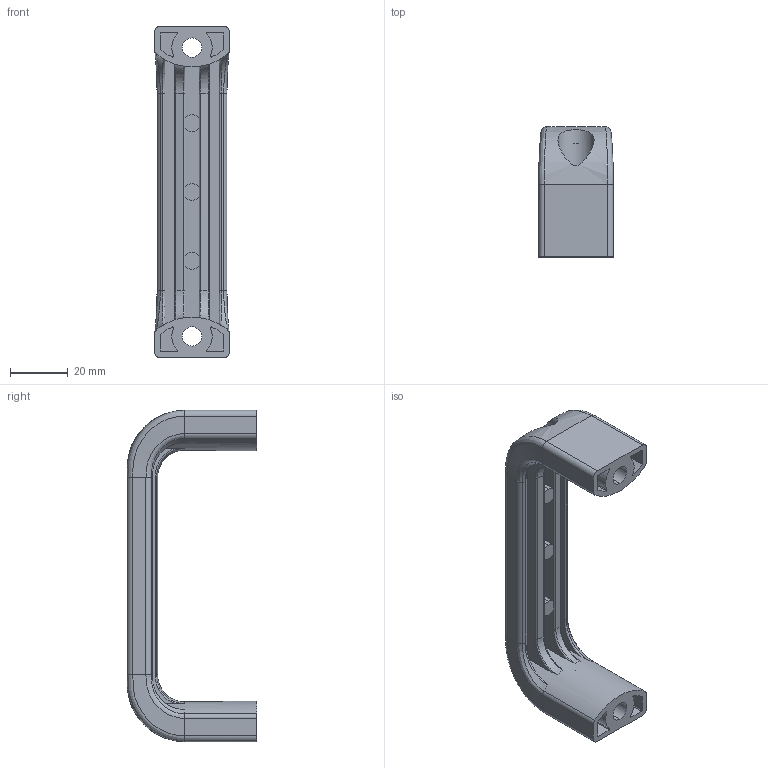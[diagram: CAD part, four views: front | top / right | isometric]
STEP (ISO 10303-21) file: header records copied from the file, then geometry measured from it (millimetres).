
FILE_DESCRIPTION (( 'STEP AP214' ), '1' );
FILE_NAME ('Ðó÷êà.STEP', '2026-03-10T06:57:55', ( '' ), ( '' ), 'SwSTEP 2.0', 'SolidWorks 2021', '' );
FILE_SCHEMA (( 'AUTOMOTIVE_DESIGN' ));
Length unit declared in the file: millimetre
Products named in the file (1): Ðó÷êà
Bounding box: 25.9 x 45 x 114.7 mm (x, y, z)
Volume: 31389.6 mm3; surface area: 19328.6 mm2
Topology: 1 solids, 1 shells, 179 faces, 441 edges, 270 vertices
Faces by surface type: plane 75, cylinder 70, bspline 34
Entity records: 10539 total; most frequent: CARTESIAN_POINT 6523, ORIENTED_EDGE 882, DIRECTION 747, EDGE_CURVE 441, VERTEX_POINT 270, AXIS2_PLACEMENT_3D 268, LINE 211, VECTOR 211
